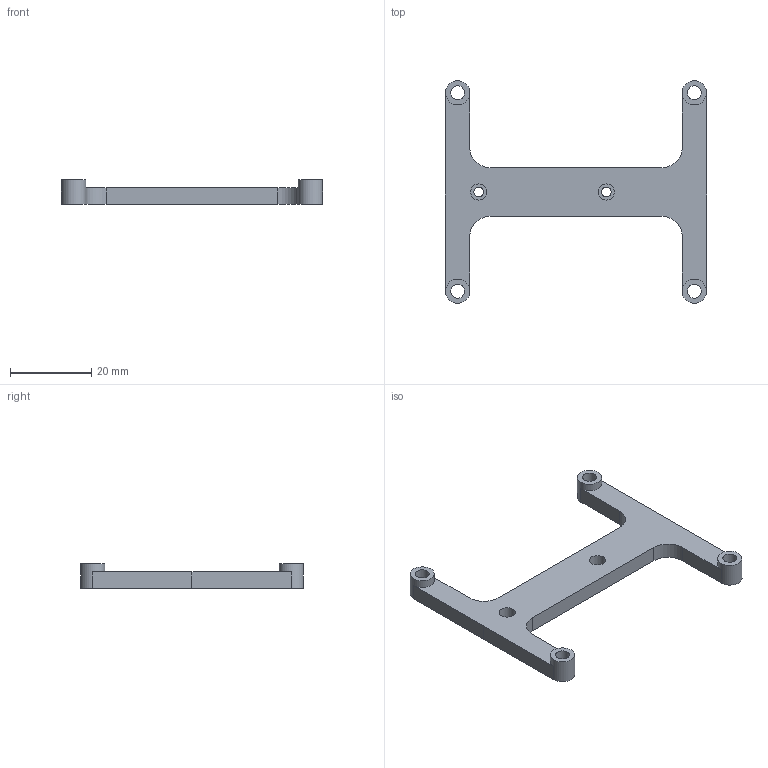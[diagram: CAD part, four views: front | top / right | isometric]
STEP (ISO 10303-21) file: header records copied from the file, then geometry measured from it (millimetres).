
FILE_DESCRIPTION(/* description */ (''),/* implementation_level */ '2;1');
FILE_NAME(/* name */ 'raspi-heatset-mount.step',/* time_stamp */ '2023-02-19T13:58:22-08:00',/* author */ (''),/* organization */ (''),/* preprocessor_version */ 'ST-DEVELOPER v19.2',/* originating_system */ 'Autodesk Translation Framework v11.17.0.187',/* authorisation */ '');
FILE_SCHEMA (('AUTOMOTIVE_DESIGN { 1 0 10303 214 3 1 1 }'));
Length unit declared in the file: millimetre
Products named in the file (1): RasPi Mount
Bounding box: 64.46 x 55 x 6 mm (x, y, z)
Volume: 5099.3 mm3; surface area: 4223.6 mm2
Topology: 1 solids, 1 shells, 34 faces, 86 edges, 56 vertices
Faces by surface type: plane 18, cylinder 16
Full cylindrical faces by diameter (mm): 2.4 x2, 3.45 x4, 4 x2, 6 x4
Entity records: 1091 total; most frequent: DIRECTION 192, CARTESIAN_POINT 177, ORIENTED_EDGE 172, EDGE_CURVE 86, AXIS2_PLACEMENT_3D 71, VERTEX_POINT 56, LINE 50, VECTOR 50
